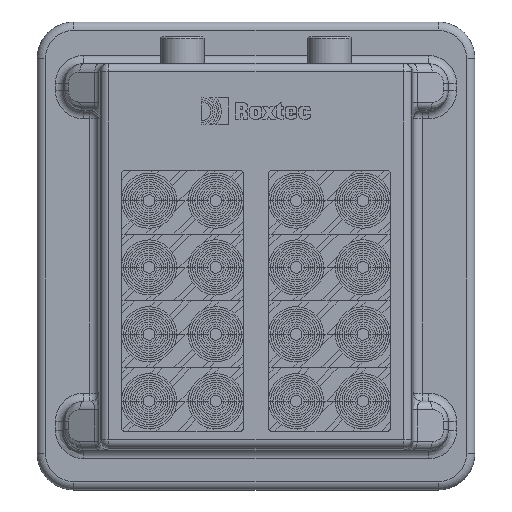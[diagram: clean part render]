
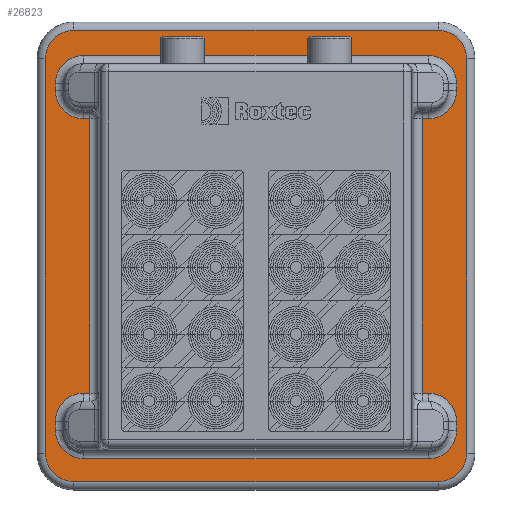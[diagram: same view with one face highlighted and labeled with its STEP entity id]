
A CAD part, top view. The second image highlights one B-rep face of the part: STEP entity #26823.
In plain terms, the highlighted planar face has unit normal (0, 0, 1).
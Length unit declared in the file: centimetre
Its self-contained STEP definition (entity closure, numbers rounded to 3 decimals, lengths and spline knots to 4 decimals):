
#186=ELLIPSE('',#29707,0.8501,0.85);
#187=ELLIPSE('',#29708,0.8501,0.85);
#450=FACE_BOUND('',#3450,.T.);
#1838=FACE_OUTER_BOUND('',#3449,.T.);
#3449=EDGE_LOOP('',(#21508,#21509,#21510,#21511,#21512,#21513,#21514,#21515));
#3450=EDGE_LOOP('',(#21516,#21517,#21518,#21519,#21520,#21521,#21522,#21523,
#21524,#21525,#21526,#21527,#21528,#21529,#21530,#21531,#21532,#21533,#21534,
#21535));
#4910=CIRCLE('',#29571,0.85);
#4913=CIRCLE('',#29576,0.85);
#4916=CIRCLE('',#29581,0.85);
#4919=CIRCLE('',#29586,0.85);
#4970=CIRCLE('',#29706,0.85);
#4971=CIRCLE('',#29709,0.85);
#4972=CIRCLE('',#29710,0.85);
#4973=CIRCLE('',#29711,0.85);
#4974=CIRCLE('',#29712,0.85);
#4975=CIRCLE('',#29713,0.85);
#6801=LINE('',#44274,#9033);
#6802=LINE('',#44282,#9034);
#6803=LINE('',#44290,#9035);
#6804=LINE('',#44296,#9036);
#6856=LINE('',#44949,#9088);
#6857=LINE('',#44953,#9089);
#6858=LINE('',#44957,#9090);
#6859=LINE('',#44961,#9091);
#6860=LINE('',#44965,#9092);
#6861=LINE('',#44967,#9093);
#6862=LINE('',#44969,#9094);
#6863=LINE('',#44973,#9095);
#6864=LINE('',#44977,#9096);
#6865=LINE('',#44981,#9097);
#6866=LINE('',#44985,#9098);
#6867=LINE('',#44986,#9099);
#9033=VECTOR('',#36752,1.);
#9034=VECTOR('',#36763,1.);
#9035=VECTOR('',#36774,1.);
#9036=VECTOR('',#36783,1.);
#9088=VECTOR('',#37071,1.);
#9089=VECTOR('',#37074,1.);
#9090=VECTOR('',#37077,1.);
#9091=VECTOR('',#37080,1.);
#9092=VECTOR('',#37083,1.);
#9093=VECTOR('',#37084,1.);
#9094=VECTOR('',#37085,1.);
#9095=VECTOR('',#37088,1.);
#9096=VECTOR('',#37091,1.);
#9097=VECTOR('',#37094,1.);
#9098=VECTOR('',#37097,1.);
#9099=VECTOR('',#37098,1.);
#11263=VERTEX_POINT('',#44266);
#11264=VERTEX_POINT('',#44268);
#11265=VERTEX_POINT('',#44272);
#11266=VERTEX_POINT('',#44276);
#11267=VERTEX_POINT('',#44280);
#11268=VERTEX_POINT('',#44284);
#11269=VERTEX_POINT('',#44288);
#11270=VERTEX_POINT('',#44292);
#11342=VERTEX_POINT('',#44947);
#11343=VERTEX_POINT('',#44948);
#11344=VERTEX_POINT('',#44950);
#11345=VERTEX_POINT('',#44952);
#11346=VERTEX_POINT('',#44954);
#11347=VERTEX_POINT('',#44956);
#11348=VERTEX_POINT('',#44958);
#11349=VERTEX_POINT('',#44960);
#11350=VERTEX_POINT('',#44962);
#11351=VERTEX_POINT('',#44964);
#11352=VERTEX_POINT('',#44966);
#11353=VERTEX_POINT('',#44968);
#11354=VERTEX_POINT('',#44970);
#11355=VERTEX_POINT('',#44972);
#11356=VERTEX_POINT('',#44974);
#11357=VERTEX_POINT('',#44976);
#11358=VERTEX_POINT('',#44978);
#11359=VERTEX_POINT('',#44980);
#11360=VERTEX_POINT('',#44982);
#11361=VERTEX_POINT('',#44984);
#14740=EDGE_CURVE('',#11264,#11263,#4910,.T.);
#14742=EDGE_CURVE('',#11265,#11264,#6801,.T.);
#14744=EDGE_CURVE('',#11266,#11265,#4913,.T.);
#14746=EDGE_CURVE('',#11267,#11266,#6802,.T.);
#14748=EDGE_CURVE('',#11268,#11267,#4916,.T.);
#14750=EDGE_CURVE('',#11269,#11268,#6803,.T.);
#14752=EDGE_CURVE('',#11270,#11269,#4919,.T.);
#14753=EDGE_CURVE('',#11263,#11270,#6804,.T.);
#14881=EDGE_CURVE('',#11342,#11343,#6856,.T.);
#14882=EDGE_CURVE('',#11344,#11342,#4970,.T.);
#14883=EDGE_CURVE('',#11345,#11344,#6857,.T.);
#14884=EDGE_CURVE('',#11346,#11345,#186,.T.);
#14885=EDGE_CURVE('',#11347,#11346,#6858,.T.);
#14886=EDGE_CURVE('',#11348,#11347,#187,.T.);
#14887=EDGE_CURVE('',#11349,#11348,#6859,.T.);
#14888=EDGE_CURVE('',#11350,#11349,#4971,.T.);
#14889=EDGE_CURVE('',#11351,#11350,#6860,.T.);
#14890=EDGE_CURVE('',#11352,#11351,#6861,.T.);
#14891=EDGE_CURVE('',#11353,#11352,#6862,.T.);
#14892=EDGE_CURVE('',#11354,#11353,#4972,.T.);
#14893=EDGE_CURVE('',#11355,#11354,#6863,.T.);
#14894=EDGE_CURVE('',#11356,#11355,#4973,.T.);
#14895=EDGE_CURVE('',#11357,#11356,#6864,.T.);
#14896=EDGE_CURVE('',#11358,#11357,#4974,.T.);
#14897=EDGE_CURVE('',#11359,#11358,#6865,.T.);
#14898=EDGE_CURVE('',#11360,#11359,#4975,.T.);
#14899=EDGE_CURVE('',#11361,#11360,#6866,.T.);
#14900=EDGE_CURVE('',#11343,#11361,#6867,.T.);
#21508=ORIENTED_EDGE('',*,*,#14753,.F.);
#21509=ORIENTED_EDGE('',*,*,#14740,.F.);
#21510=ORIENTED_EDGE('',*,*,#14742,.F.);
#21511=ORIENTED_EDGE('',*,*,#14744,.F.);
#21512=ORIENTED_EDGE('',*,*,#14746,.F.);
#21513=ORIENTED_EDGE('',*,*,#14748,.F.);
#21514=ORIENTED_EDGE('',*,*,#14750,.F.);
#21515=ORIENTED_EDGE('',*,*,#14752,.F.);
#21516=ORIENTED_EDGE('',*,*,#14881,.F.);
#21517=ORIENTED_EDGE('',*,*,#14882,.F.);
#21518=ORIENTED_EDGE('',*,*,#14883,.F.);
#21519=ORIENTED_EDGE('',*,*,#14884,.F.);
#21520=ORIENTED_EDGE('',*,*,#14885,.F.);
#21521=ORIENTED_EDGE('',*,*,#14886,.F.);
#21522=ORIENTED_EDGE('',*,*,#14887,.F.);
#21523=ORIENTED_EDGE('',*,*,#14888,.F.);
#21524=ORIENTED_EDGE('',*,*,#14889,.F.);
#21525=ORIENTED_EDGE('',*,*,#14890,.F.);
#21526=ORIENTED_EDGE('',*,*,#14891,.F.);
#21527=ORIENTED_EDGE('',*,*,#14892,.F.);
#21528=ORIENTED_EDGE('',*,*,#14893,.F.);
#21529=ORIENTED_EDGE('',*,*,#14894,.F.);
#21530=ORIENTED_EDGE('',*,*,#14895,.F.);
#21531=ORIENTED_EDGE('',*,*,#14896,.F.);
#21532=ORIENTED_EDGE('',*,*,#14897,.F.);
#21533=ORIENTED_EDGE('',*,*,#14898,.F.);
#21534=ORIENTED_EDGE('',*,*,#14899,.F.);
#21535=ORIENTED_EDGE('',*,*,#14900,.F.);
#24162=PLANE('',#29705);
#26823=ADVANCED_FACE('',(#1838,#450),#24162,.F.);
#29571=AXIS2_PLACEMENT_3D('',#44270,#36746,#36747);
#29576=AXIS2_PLACEMENT_3D('',#44278,#36757,#36758);
#29581=AXIS2_PLACEMENT_3D('',#44286,#36768,#36769);
#29586=AXIS2_PLACEMENT_3D('',#44294,#36779,#36780);
#29705=AXIS2_PLACEMENT_3D('',#44946,#37069,#37070);
#29706=AXIS2_PLACEMENT_3D('',#44951,#37072,#37073);
#29707=AXIS2_PLACEMENT_3D('',#44955,#37075,#37076);
#29708=AXIS2_PLACEMENT_3D('',#44959,#37078,#37079);
#29709=AXIS2_PLACEMENT_3D('',#44963,#37081,#37082);
#29710=AXIS2_PLACEMENT_3D('',#44971,#37086,#37087);
#29711=AXIS2_PLACEMENT_3D('',#44975,#37089,#37090);
#29712=AXIS2_PLACEMENT_3D('',#44979,#37092,#37093);
#29713=AXIS2_PLACEMENT_3D('',#44983,#37095,#37096);
#36746=DIRECTION('center_axis',(0.,0.,-1.));
#36747=DIRECTION('ref_axis',(0.707,0.707,0.));
#36752=DIRECTION('',(1.,0.,0.));
#36757=DIRECTION('center_axis',(0.,0.,-1.));
#36758=DIRECTION('ref_axis',(-0.707,0.707,0.));
#36763=DIRECTION('',(0.,1.,0.));
#36768=DIRECTION('center_axis',(0.,0.,-1.));
#36769=DIRECTION('ref_axis',(-0.707,-0.707,0.));
#36774=DIRECTION('',(-1.,0.,0.));
#36779=DIRECTION('center_axis',(0.,0.,-1.));
#36780=DIRECTION('ref_axis',(0.707,-0.707,0.));
#36783=DIRECTION('',(0.,-1.,0.));
#37069=DIRECTION('center_axis',(0.,0.,-1.));
#37070=DIRECTION('ref_axis',(-1.,0.,0.));
#37071=DIRECTION('',(-1.,0.,0.));
#37072=DIRECTION('center_axis',(0.,0.,1.));
#37073=DIRECTION('ref_axis',(0.707,0.707,0.));
#37074=DIRECTION('',(0.,1.,0.));
#37075=DIRECTION('center_axis',(0.,0.,1.));
#37076=DIRECTION('ref_axis',(0.,-1.,0.));
#37077=DIRECTION('',(1.,0.,0.));
#37078=DIRECTION('center_axis',(0.,0.,1.));
#37079=DIRECTION('ref_axis',(0.,-1.,0.));
#37080=DIRECTION('',(0.,-1.,0.));
#37081=DIRECTION('center_axis',(0.,0.,1.));
#37082=DIRECTION('ref_axis',(-0.707,0.707,0.));
#37083=DIRECTION('',(-1.,0.,0.));
#37084=DIRECTION('',(0.,-1.,0.));
#37085=DIRECTION('',(1.,0.,0.));
#37086=DIRECTION('center_axis',(0.,0.,1.));
#37087=DIRECTION('ref_axis',(-0.707,-0.707,0.));
#37088=DIRECTION('',(0.,-1.,0.));
#37089=DIRECTION('center_axis',(0.,0.,1.));
#37090=DIRECTION('ref_axis',(-0.707,0.707,0.));
#37091=DIRECTION('',(-1.,0.,0.));
#37092=DIRECTION('center_axis',(0.,0.,1.));
#37093=DIRECTION('ref_axis',(0.707,0.707,0.));
#37094=DIRECTION('',(0.,1.,0.));
#37095=DIRECTION('center_axis',(0.,0.,1.));
#37096=DIRECTION('ref_axis',(0.707,-0.707,0.));
#37097=DIRECTION('',(1.,0.,0.));
#37098=DIRECTION('',(0.,1.,0.));
#44266=CARTESIAN_POINT('',(6.3,5.9,-3.7));
#44268=CARTESIAN_POINT('',(5.45,6.75,-3.7));
#44270=CARTESIAN_POINT('Origin',(5.45,5.9,-3.7));
#44272=CARTESIAN_POINT('',(-5.45,6.75,-3.7));
#44274=CARTESIAN_POINT('',(-3.275,6.75,-3.7));
#44276=CARTESIAN_POINT('',(-6.3,5.9,-3.7));
#44278=CARTESIAN_POINT('Origin',(-5.45,5.9,-3.7));
#44280=CARTESIAN_POINT('',(-6.3,-5.9,-3.7));
#44282=CARTESIAN_POINT('',(-6.3,-3.25,-3.7));
#44284=CARTESIAN_POINT('',(-5.45,-6.75,-3.7));
#44286=CARTESIAN_POINT('Origin',(-5.45,-5.9,-3.7));
#44288=CARTESIAN_POINT('',(5.45,-6.75,-3.7));
#44290=CARTESIAN_POINT('',(3.275,-6.75,-3.7));
#44292=CARTESIAN_POINT('',(6.3,-5.9,-3.7));
#44294=CARTESIAN_POINT('Origin',(5.45,-5.9,-3.7));
#44296=CARTESIAN_POINT('',(6.3,3.25,-3.7));
#44946=CARTESIAN_POINT('Origin',(0.,0.,
-3.7));
#44947=CARTESIAN_POINT('',(5.15,-4.1,-3.7));
#44948=CARTESIAN_POINT('',(4.9672,-4.1,-3.7));
#44949=CARTESIAN_POINT('',(2.325,-4.1,-3.7));
#44950=CARTESIAN_POINT('',(6.,-4.95,-3.7));
#44951=CARTESIAN_POINT('Origin',(5.15,-4.95,-3.7));
#44952=CARTESIAN_POINT('',(6.,-5.2171,-3.7));
#44953=CARTESIAN_POINT('',(6.,-2.175,-3.7));
#44954=CARTESIAN_POINT('',(5.15,-6.0672,-3.7));
#44955=CARTESIAN_POINT('Origin',(5.15,-5.2171,-3.7));
#44956=CARTESIAN_POINT('',(-5.15,-6.0672,-3.7));
#44957=CARTESIAN_POINT('',(2.325,-6.0672,-3.7));
#44958=CARTESIAN_POINT('',(-6.,-5.2171,-3.7));
#44959=CARTESIAN_POINT('Origin',(-5.15,-5.2171,-3.7));
#44960=CARTESIAN_POINT('',(-6.,-4.95,-3.7));
#44961=CARTESIAN_POINT('',(-6.,-2.175,-3.7));
#44962=CARTESIAN_POINT('',(-5.15,-4.1,-3.7));
#44963=CARTESIAN_POINT('Origin',(-5.15,-4.95,-3.7));
#44964=CARTESIAN_POINT('',(-4.9672,-4.1,-3.7));
#44965=CARTESIAN_POINT('',(-2.325,-4.1,-3.7));
#44966=CARTESIAN_POINT('',(-4.9672,4.1,-3.7));
#44967=CARTESIAN_POINT('',(-4.9672,-2.875,-3.7));
#44968=CARTESIAN_POINT('',(-5.15,4.1,-3.7));
#44969=CARTESIAN_POINT('',(-2.325,4.1,-3.7));
#44970=CARTESIAN_POINT('',(-6.,4.95,-3.7));
#44971=CARTESIAN_POINT('Origin',(-5.15,4.95,-3.7));
#44972=CARTESIAN_POINT('',(-6.,5.15,-3.7));
#44973=CARTESIAN_POINT('',(-6.,2.175,-3.7));
#44974=CARTESIAN_POINT('',(-5.15,6.,-3.7));
#44975=CARTESIAN_POINT('Origin',(-5.15,5.15,-3.7));
#44976=CARTESIAN_POINT('',(5.15,6.,-3.7));
#44977=CARTESIAN_POINT('',(-2.325,6.,-3.7));
#44978=CARTESIAN_POINT('',(6.,5.15,-3.7));
#44979=CARTESIAN_POINT('Origin',(5.15,5.15,-3.7));
#44980=CARTESIAN_POINT('',(6.,4.95,-3.7));
#44981=CARTESIAN_POINT('',(6.,2.175,-3.7));
#44982=CARTESIAN_POINT('',(5.15,4.1,-3.7));
#44983=CARTESIAN_POINT('Origin',(5.15,4.95,-3.7));
#44984=CARTESIAN_POINT('',(4.9672,4.1,-3.7));
#44985=CARTESIAN_POINT('',(2.325,4.1,-3.7));
#44986=CARTESIAN_POINT('',(4.9672,2.875,-3.7));
